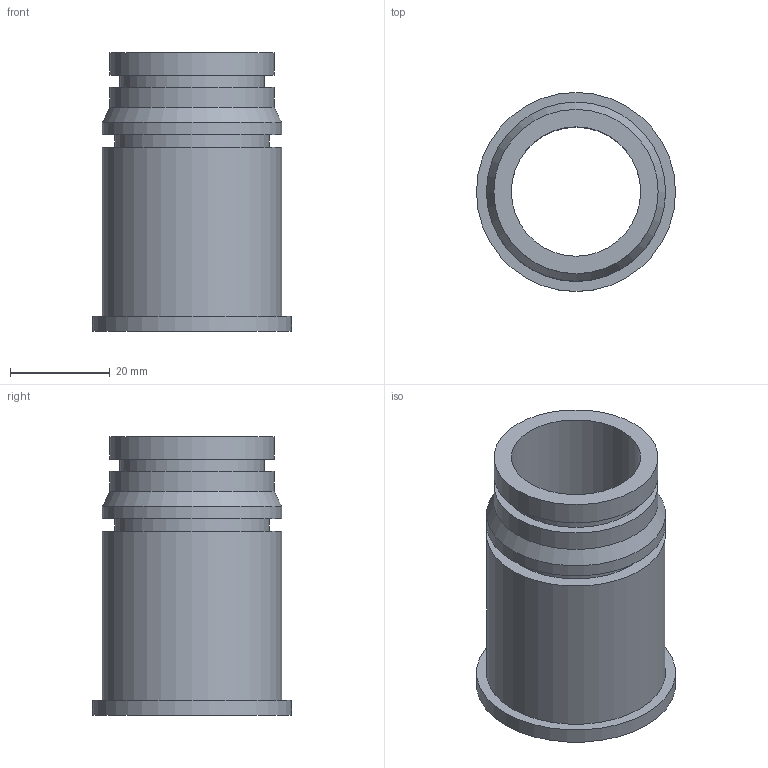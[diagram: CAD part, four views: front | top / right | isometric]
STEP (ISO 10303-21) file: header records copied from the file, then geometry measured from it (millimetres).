
FILE_DESCRIPTION(('FreeCAD Model'),'2;1');
FILE_NAME('Open CASCADE Shape Model','2024-10-15T09:22:58',(''),(''), 'Open CASCADE STEP processor 7.6','FreeCAD','Unknown');
FILE_SCHEMA(('CONFIG_CONTROL_DESIGN','SHAPE_APPEARANCE_LAYER_MIM'));
Length unit declared in the file: millimetre
Products named in the file (1): difference (Solid)
Bounding box: 40 x 40 x 56 mm (x, y, z)
Volume: 24804.8 mm3; surface area: 12999.8 mm2
Topology: 1 solids, 1 shells, 16 faces, 25 edges, 16 vertices
Faces by surface type: cylinder 8, plane 7, cone 1
Full cylindrical faces by diameter (mm): 26 x1, 29 x1, 31 x1, 33 x2, 36 x2, 40 x1
Entity records: 425 total; most frequent: DIRECTION 75, CARTESIAN_POINT 58, ORIENTED_EDGE 50, AXIS2_PLACEMENT_3D 33, EDGE_CURVE 25, FACE_BOUND 23, EDGE_LOOP 23, ADVANCED_FACE 16
